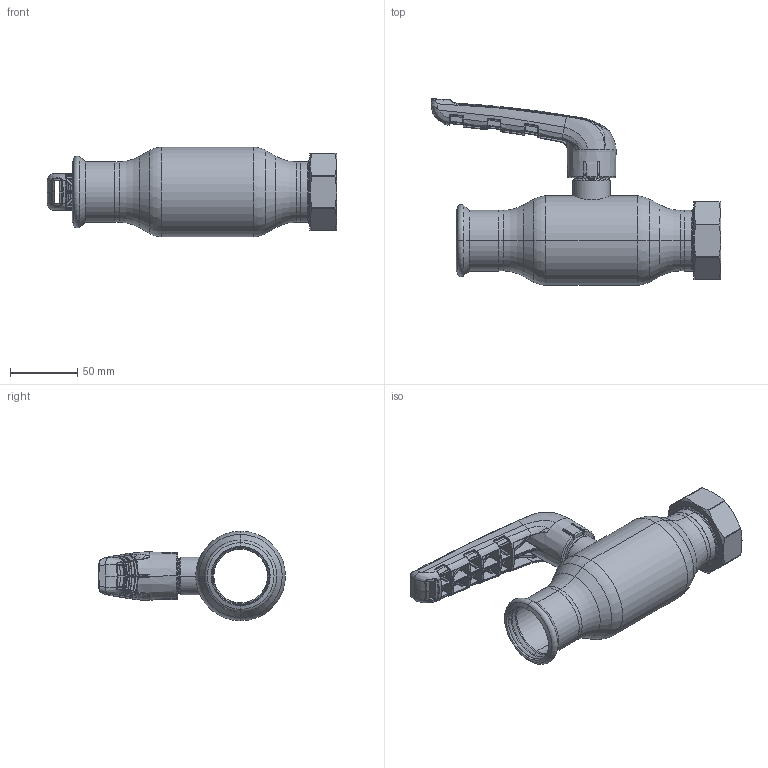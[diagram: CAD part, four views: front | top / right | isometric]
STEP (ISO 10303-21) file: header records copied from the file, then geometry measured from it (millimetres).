
FILE_DESCRIPTION (( 'STEP AP214' ), '1' );
FILE_NAME ('2040001400-xxxx.step', '2019-05-10T06:49:10', ( '' ), ( '' ), 'SwSTEP 2.0', 'SolidWorks 2017', '' );
FILE_SCHEMA (( 'AUTOMOTIVE_DESIGN' ));
Length unit declared in the file: millimetre
Products named in the file (1): 2040001400-xxxx
Bounding box: 215.45 x 139.05 x 66.68 mm (x, y, z)
Surface area: 80411.5 mm2 (no closed solid volume)
Topology: 0 solids, 10 shells, 860 faces, 2844 edges, 1824 vertices
Faces by surface type: bspline 688, cylinder 52, plane 47, cone 38, torus 27, sphere 8
Entity records: 63417 total; most frequent: CARTESIAN_POINT 36016, ORIENTED_EDGE 4511, EDGE_CURVE 2818, B_SPLINE_CURVE_WITH_KNOTS 1937, DIRECTION 1915, VERTEX_POINT 1820, EDGE_LOOP 873, AXIS2_PLACEMENT_3D 866
